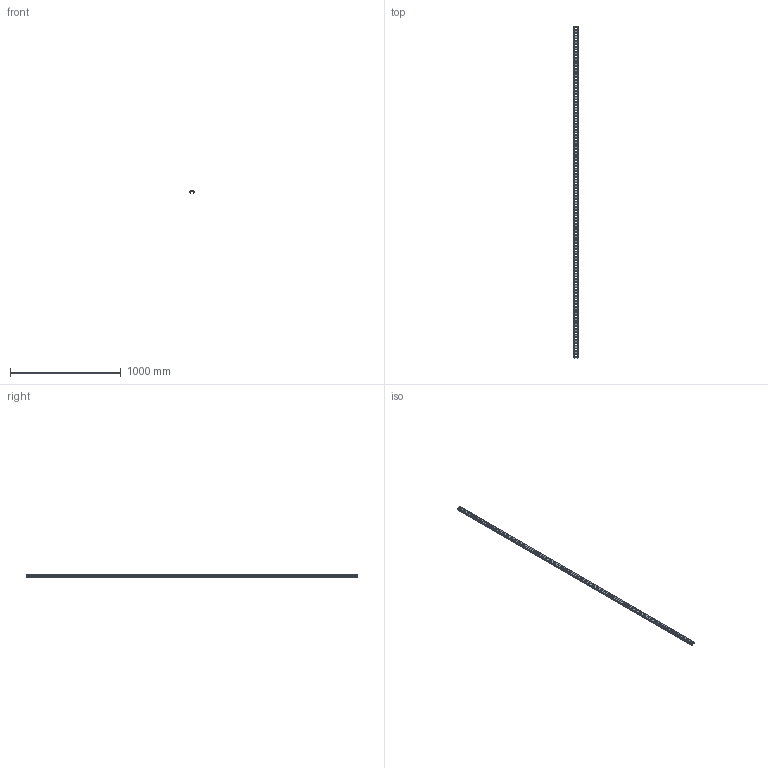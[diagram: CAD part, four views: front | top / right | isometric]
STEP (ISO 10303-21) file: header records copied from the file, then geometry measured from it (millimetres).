
FILE_DESCRIPTION((''),'2;1');
FILE_NAME('610330_PRT','2018-12-05T12:04:51',('tomasz.grudniewski'),(''),'CREO PARAMETRIC BY PTC INC, 2018260','CREO PARAMETRIC BY PTC INC, 2018260','');
FILE_SCHEMA(('CONFIG_CONTROL_DESIGN'));
Length unit declared in the file: millimetre
Products named in the file (1): 610330_PRT
Bounding box: 40 x 3000 x 19.06 mm (x, y, z)
Volume: 442073.4 mm3; surface area: 463377.3 mm2
Topology: 1 solids, 1 shells, 278 faces, 796 edges, 520 vertices
Faces by surface type: plane 150, cylinder 128
Entity records: 9378 total; most frequent: DIRECTION 1608, CARTESIAN_POINT 1594, ORIENTED_EDGE 1592, EDGE_CURVE 796, VECTOR 540, LINE 540, AXIS2_PLACEMENT_3D 534, VERTEX_POINT 520
